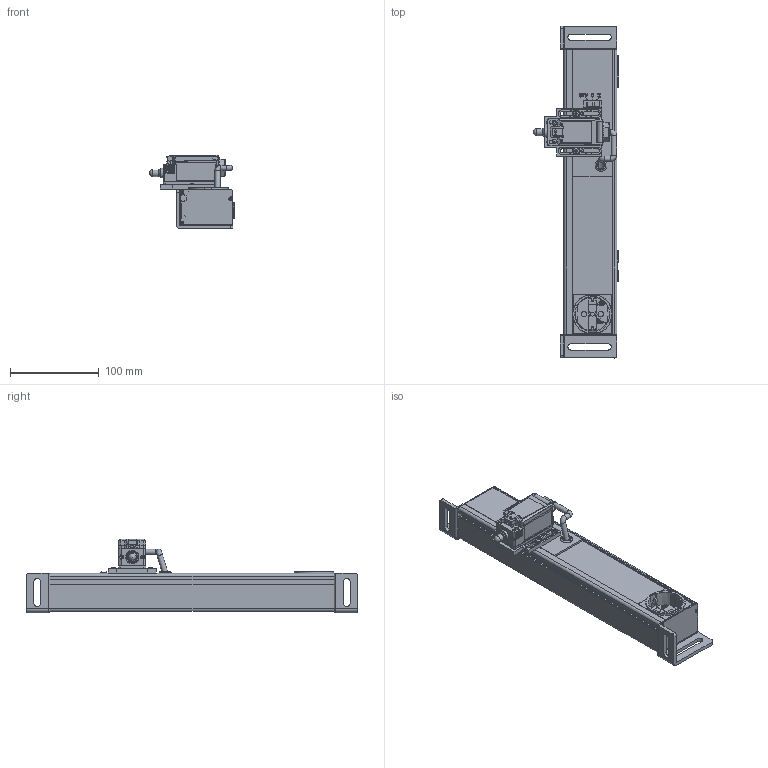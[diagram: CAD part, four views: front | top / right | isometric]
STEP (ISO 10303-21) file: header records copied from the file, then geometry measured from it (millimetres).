
FILE_DESCRIPTION(/* description */ (''),/* implementation_level */ '2;1');
FILE_NAME(/* name */ '108247_LED-A-325-SK-E.stp',/* time_stamp */ '2024-05-06T13:43:08+02:00',/* author */ ('CAD'),/* organization */ (''),/* preprocessor_version */ 'ST-DEVELOPER v15.6',/* originating_system */ 'Autodesk Inventor 2015',/* authorisation */ '');
FILE_SCHEMA (('AUTOMOTIVE_DESIGN { 1 0 10303 214 3 1 1 }'));
Products named in the file (1): 108247_LED-A-325-SK-E_Shrinkwrap_1
Bounding box: 96.55 x 375 x 83.2 mm (x, y, z)
Surface area: 187505.8 mm2 (no closed solid volume)
Topology: 0 solids, 117 shells, 1610 faces, 6603 edges, 5042 vertices
Faces by surface type: plane 1225, cylinder 292, cone 35, bspline 33, sphere 19, torus 6
Full cylindrical faces by diameter (mm): 2.797 x1, 2.8 x2, 3.95 x2, 6 x4, 8 x1, 15 x1, 24 x1
Entity records: 70684 total; most frequent: CARTESIAN_POINT 16142, DIRECTION 10317, ORIENTED_EDGE 10289, EDGE_CURVE 6555, LINE 5215, VECTOR 5215, VERTEX_POINT 5034, AXIS2_PLACEMENT_3D 2551
